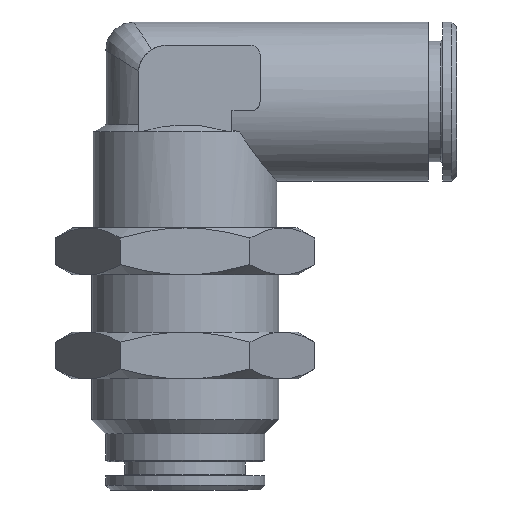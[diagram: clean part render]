
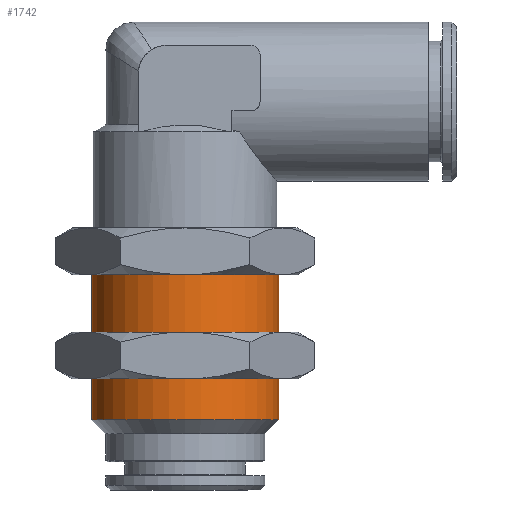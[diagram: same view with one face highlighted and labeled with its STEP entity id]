
A CAD part, front view. The second image highlights one B-rep face of the part: STEP entity #1742.
In plain terms, the highlighted cylindrical face has radius 10 mm (diameter 20 mm), a full revolution.
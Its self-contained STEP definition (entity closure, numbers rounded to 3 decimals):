
#55=CYLINDRICAL_SURFACE('',#1963,10.);
#313=FACE_BOUND('',#615,.T.);
#442=FACE_OUTER_BOUND('',#614,.T.);
#614=EDGE_LOOP('',(#1546));
#615=EDGE_LOOP('',(#1547));
#718=CIRCLE('',#1907,10.);
#741=CIRCLE('',#1964,10.);
#864=VERTEX_POINT('',#5174);
#898=VERTEX_POINT('',#5458);
#1070=EDGE_CURVE('',#864,#864,#718,.T.);
#1121=EDGE_CURVE('',#898,#898,#741,.T.);
#1546=ORIENTED_EDGE('',*,*,#1121,.F.);
#1547=ORIENTED_EDGE('',*,*,#1070,.F.);
#1742=ADVANCED_FACE('',(#442,#313),#55,.T.);
#1907=AXIS2_PLACEMENT_3D('',#5175,#2324,#2325);
#1963=AXIS2_PLACEMENT_3D('',#5457,#2442,#2443);
#1964=AXIS2_PLACEMENT_3D('',#5459,#2444,#2445);
#2324=DIRECTION('center_axis',(0.,0.,1.));
#2325=DIRECTION('ref_axis',(0.,1.,0.));
#2442=DIRECTION('center_axis',(0.,0.,-1.));
#2443=DIRECTION('ref_axis',(0.,-1.,0.));
#2444=DIRECTION('center_axis',(0.,0.,-1.));
#2445=DIRECTION('ref_axis',(0.,1.,0.));
#5174=CARTESIAN_POINT('',(76.08,10.,40.08));
#5175=CARTESIAN_POINT('Origin',(76.08,0.,
40.08));
#5457=CARTESIAN_POINT('Origin',(76.08,0.,40.08));
#5458=CARTESIAN_POINT('',(76.08,10.,24.58));
#5459=CARTESIAN_POINT('Origin',(76.08,0.,24.58));
